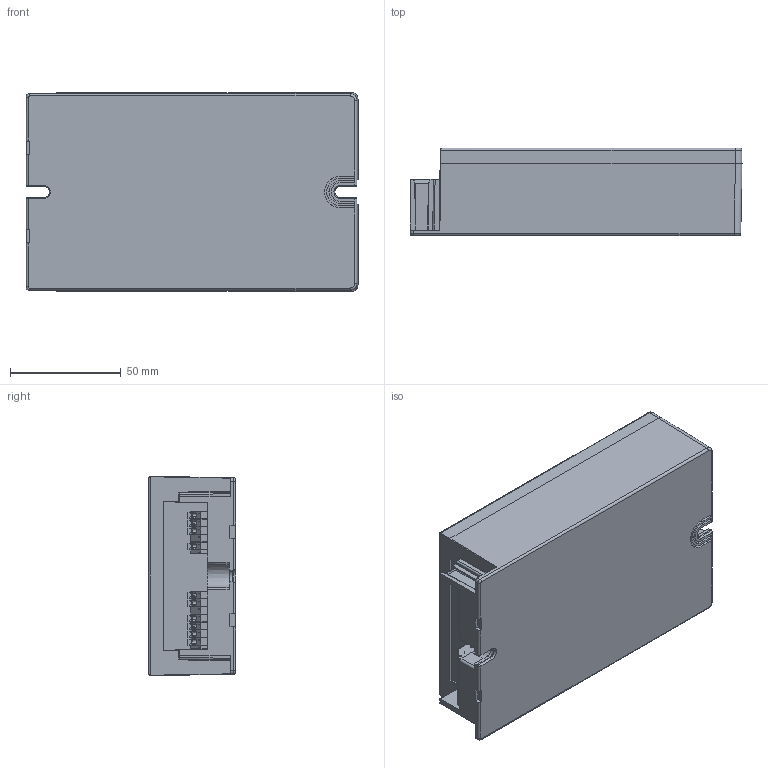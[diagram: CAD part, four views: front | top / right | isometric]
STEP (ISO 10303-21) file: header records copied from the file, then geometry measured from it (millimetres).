
FILE_DESCRIPTION (( 'STEP AP203' ), '1' );
FILE_NAME ('T150.STEP', '2018-11-15T08:49:34', ( '' ), ( '' ), 'SwSTEP 2.0', 'SolidWorks 2017', '' );
FILE_SCHEMA (( 'CONFIG_CONTROL_DESIGN' ));
Products named in the file (1): T150
Bounding box: 149.93 x 39.5 x 89.83 mm (x, y, z)
Volume: 484149.2 mm3; surface area: 60115.7 mm2
Topology: 35 solids, 49 shells, 2587 faces, 6581 edges, 4198 vertices
Faces by surface type: plane 1753, cylinder 661, cone 99, bspline 74
Entity records: 79592 total; most frequent: CARTESIAN_POINT 17205, ORIENTED_EDGE 13158, DIRECTION 12506, EDGE_CURVE 6579, LINE 4908, VECTOR 4908, VERTEX_POINT 4198, AXIS2_PLACEMENT_3D 3799
